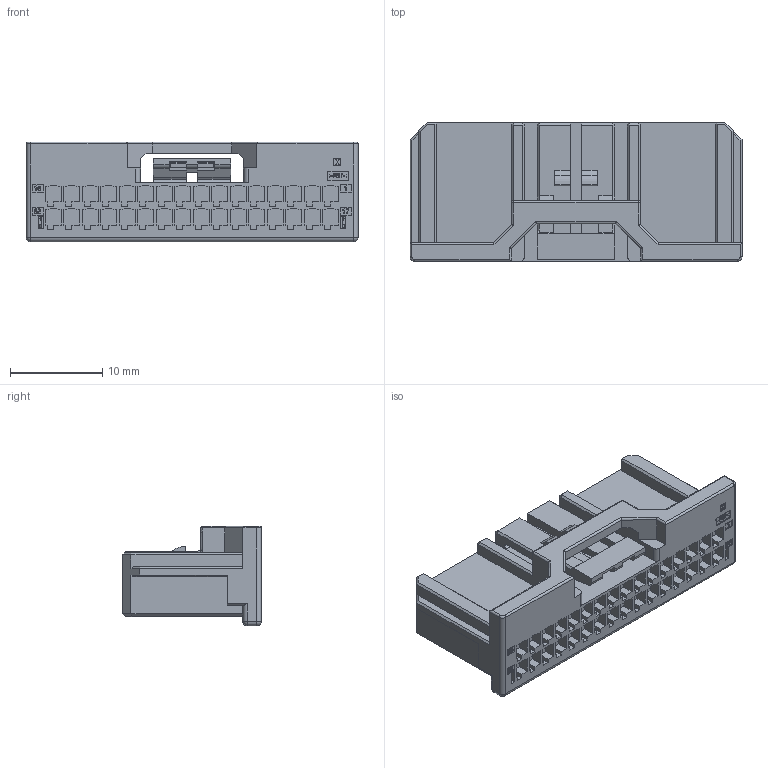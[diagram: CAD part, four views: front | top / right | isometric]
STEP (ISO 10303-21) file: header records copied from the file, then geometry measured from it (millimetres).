
FILE_DESCRIPTION( ('This file contains a STEP AP42 implementation' ,'as created by ZW3D STEP Interface translator.') ,'2;1' );
FILE_NAME( '72025-2FC032AN00BA1.step' ,'23 530. 931 9', (''), ('ZWCAD Software Co.'), 'Version 1.0', 'ZW3D to STEP translator', '' );
FILE_SCHEMA(('CONFIG_CONTROL_DESIGN'));
Length unit declared in the file: millimetre
Products named in the file (1): 0
Bounding box: 35.9 x 15 x 10.8 mm (x, y, z)
Volume: 3201.9 mm3; surface area: 3084.5 mm2
Topology: 1 solids, 1 shells, 1356 faces, 3484 edges, 2247 vertices
Faces by surface type: plane 1208, cylinder 97, bspline 41, sphere 6, torus 4
Full cylindrical faces by diameter (mm): 0.4 x2, 3 x1
Entity records: 40416 total; most frequent: CARTESIAN_POINT 7673, ORIENTED_EDGE 6968, DIRECTION 6176, EDGE_CURVE 3484, VECTOR 3208, LINE 3208, VERTEX_POINT 2247, EDGE_LOOP 1485
